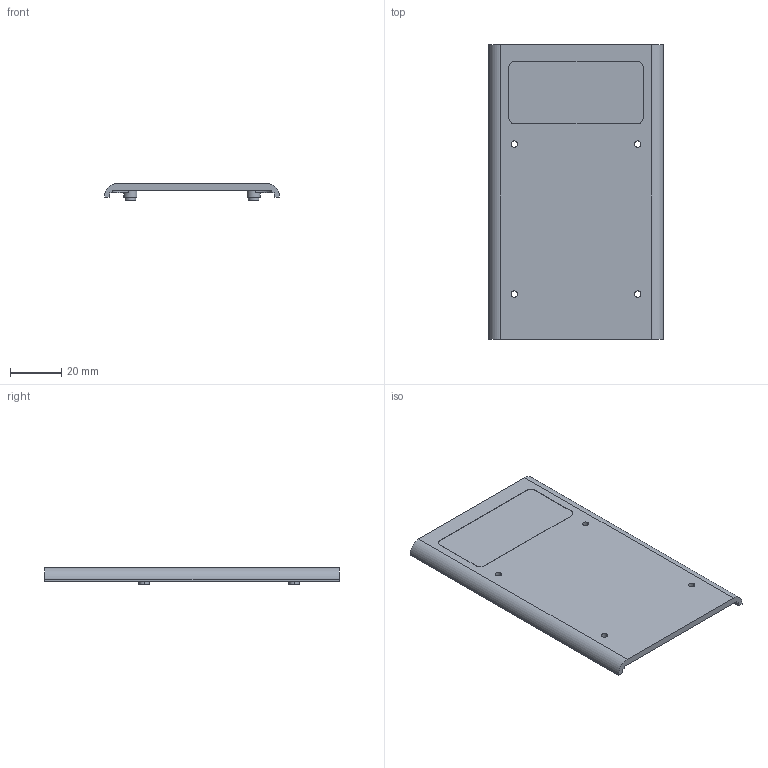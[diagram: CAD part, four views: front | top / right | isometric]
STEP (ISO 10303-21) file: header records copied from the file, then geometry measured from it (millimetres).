
FILE_DESCRIPTION(('CoCreate Modeling STEP Export'),'2;1');
FILE_NAME('157843-01_08-28-2014.stp','2014-08-28T13:57:57',(''),(''),'CoCreate Modeling STEP processor for AP214 (Solid Model)','CoCreate Modeling 17.0B 09-Oct-2010 (C) Parametric Technology GmbH','');
FILE_SCHEMA(('AUTOMOTIVE_DESIGN { 1 0 10303 214 1 1 1 1 }'));
Length unit declared in the file: millimetre
Products named in the file (1): BottomCover_E3xx_157843A-01
Bounding box: 68 x 114.89 x 6.42 mm (x, y, z)
Volume: 20104.1 mm3; surface area: 17761.8 mm2
Topology: 1 solids, 1 shells, 86 faces, 234 edges, 156 vertices
Faces by surface type: cylinder 44, plane 42
Entity records: 2701 total; most frequent: ORIENTED_EDGE 468, CARTESIAN_POINT 441, DIRECTION 433, EDGE_CURVE 234, VERTEX_POINT 156, AXIS2_PLACEMENT_3D 148, VECTOR 137, LINE 137
